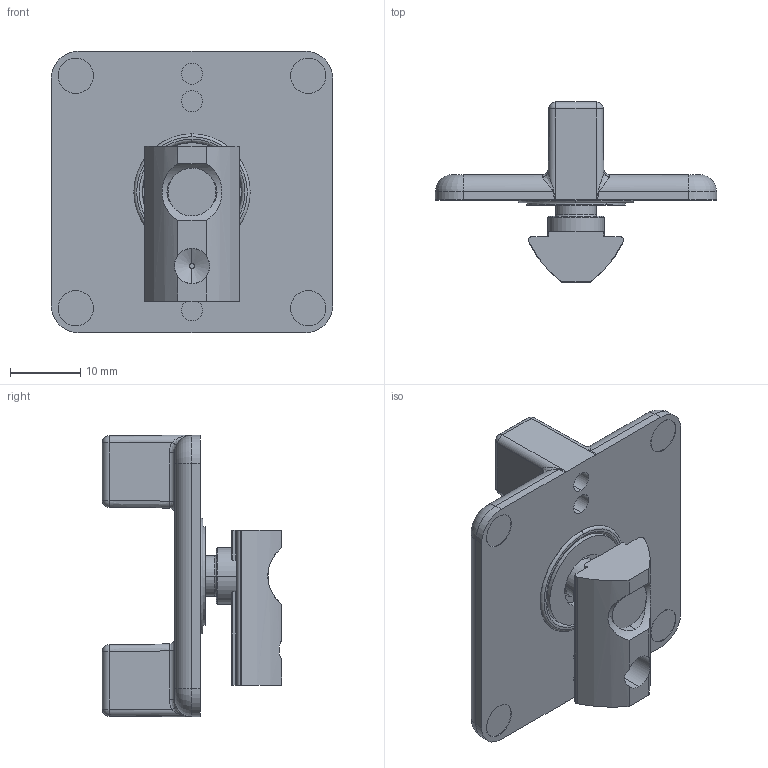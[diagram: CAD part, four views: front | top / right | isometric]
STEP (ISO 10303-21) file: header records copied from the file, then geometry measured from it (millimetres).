
FILE_DESCRIPTION (( 'STEP AP214' ), '1' );
FILE_NAME ('new products093ST4040N08.step', '2017-09-26T11:53:30', ( '' ), ( '' ), 'SwSTEP 2.0', 'SolidWorks 2017', '' );
FILE_SCHEMA (( 'AUTOMOTIVE_DESIGN' ));
Length unit declared in the file: millimetre
Products named in the file (5): 096028_Standard; 4DIN988D0814M_4DIN988D0814E; 340ME520; 093ST4040N08R01_093ST4040N08R01; new products093ST4040N08
Assembly tree (4 placements, depth 2):
  new products093ST4040N08
    093ST4040N08R01_093ST4040N08R01
    340ME520
    4DIN988D0814M_4DIN988D0814E
    096028_Standard
Bounding box: 40 x 25.5 x 40 mm (x, y, z)
Volume: 8276.2 mm3; surface area: 6778.7 mm2
Topology: 4 solids, 4 shells, 202 faces, 462 edges, 273 vertices
Faces by surface type: cylinder 70, plane 53, torus 32, bspline 20, cone 19, sphere 8
Entity records: 6668 total; most frequent: CARTESIAN_POINT 1956, DIRECTION 1000, ORIENTED_EDGE 904, EDGE_CURVE 452, AXIS2_PLACEMENT_3D 417, VERTEX_POINT 273, CIRCLE 228, EDGE_LOOP 223
